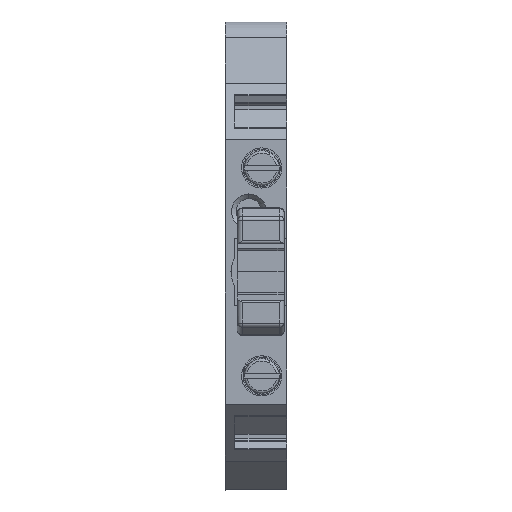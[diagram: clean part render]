
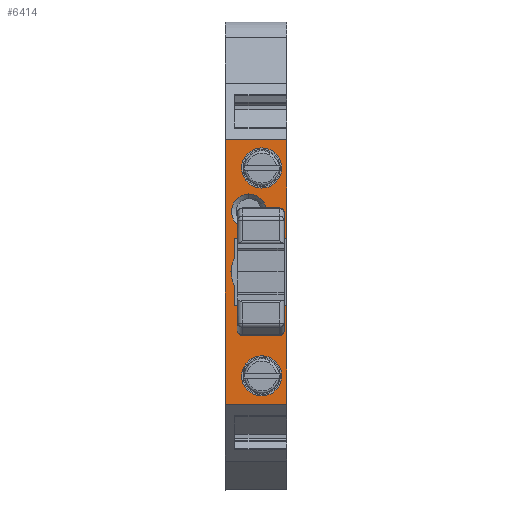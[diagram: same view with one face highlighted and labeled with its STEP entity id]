
A CAD part, top view. The second image highlights one B-rep face of the part: STEP entity #6414.
In plain terms, the highlighted planar face has unit normal (0, 0, 1).
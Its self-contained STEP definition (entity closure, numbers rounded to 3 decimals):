
#6251=AXIS2_PLACEMENT_3D('Circle Axis2P3D',#6249,#6250,$) ;
#6277=AXIS2_PLACEMENT_3D('Circle Axis2P3D',#6275,#6276,$) ;
#6290=AXIS2_PLACEMENT_3D('Plane Axis2P3D',#6287,#6288,#6289) ;
#6324=AXIS2_PLACEMENT_3D('Circle Axis2P3D',#6322,#6323,$) ;
#6376=AXIS2_PLACEMENT_3D('Circle Axis2P3D',#6374,#6375,$) ;
#6385=AXIS2_PLACEMENT_3D('Circle Axis2P3D',#6383,#6384,$) ;
#6398=AXIS2_PLACEMENT_3D('Circle Axis2P3D',#6396,#6397,$) ;
#6407=AXIS2_PLACEMENT_3D('Circle Axis2P3D',#6405,#6406,$) ;
#6249=CARTESIAN_POINT('Axis2P3D Location',(3.85,12.,42.5)) ;
#6253=CARTESIAN_POINT('Vertex',(5.715,10.981,42.5)) ;
#6255=CARTESIAN_POINT('Vertex',(1.985,13.019,42.5)) ;
#6275=CARTESIAN_POINT('Axis2P3D Location',(3.85,12.,42.5)) ;
#6287=CARTESIAN_POINT('Axis2P3D Location',(0.,49.5,42.5)) ;
#6292=CARTESIAN_POINT('Line Origine',(3.25,9.,42.5)) ;
#6296=CARTESIAN_POINT('Vertex',(6.5,9.,42.5)) ;
#6298=CARTESIAN_POINT('Vertex',(0.,9.,42.5)) ;
#6301=CARTESIAN_POINT('Line Origine',(6.5,14.225,42.5)) ;
#6305=CARTESIAN_POINT('Vertex',(6.5,19.45,42.5)) ;
#6308=CARTESIAN_POINT('Line Origine',(3.75,19.45,42.5)) ;
#6312=CARTESIAN_POINT('Vertex',(1.,19.45,42.5)) ;
#6315=CARTESIAN_POINT('Line Origine',(1.,20.457,42.5)) ;
#6319=CARTESIAN_POINT('Vertex',(1.,21.464,42.5)) ;
#6322=CARTESIAN_POINT('Axis2P3D Location',(3.75,23.,42.5)) ;
#6326=CARTESIAN_POINT('Vertex',(1.,24.536,42.5)) ;
#6329=CARTESIAN_POINT('Line Origine',(1.,25.543,42.5)) ;
#6333=CARTESIAN_POINT('Vertex',(1.,26.55,42.5)) ;
#6336=CARTESIAN_POINT('Line Origine',(3.75,26.55,42.5)) ;
#6340=CARTESIAN_POINT('Vertex',(6.5,26.55,42.5)) ;
#6343=CARTESIAN_POINT('Line Origine',(6.5,31.775,42.5)) ;
#6347=CARTESIAN_POINT('Vertex',(6.5,37.,42.5)) ;
#6350=CARTESIAN_POINT('Line Origine',(3.25,37.,42.5)) ;
#6354=CARTESIAN_POINT('Vertex',(0.,37.,42.5)) ;
#6357=CARTESIAN_POINT('Line Origine',(0.,23.,42.5)) ;
#6374=CARTESIAN_POINT('Axis2P3D Location',(2.5,29.4,42.5)) ;
#6378=CARTESIAN_POINT('Vertex',(2.5,31.25,42.5)) ;
#6380=CARTESIAN_POINT('Vertex',(2.5,27.55,42.5)) ;
#6383=CARTESIAN_POINT('Axis2P3D Location',(2.5,29.4,42.5)) ;
#6396=CARTESIAN_POINT('Axis2P3D Location',(3.85,34.,42.5)) ;
#6400=CARTESIAN_POINT('Vertex',(1.985,32.981,42.5)) ;
#6402=CARTESIAN_POINT('Vertex',(5.715,35.019,42.5)) ;
#6405=CARTESIAN_POINT('Axis2P3D Location',(3.85,34.,42.5)) ;
#6250=DIRECTION('Axis2P3D Direction',(0.,0.,-1.)) ;
#6276=DIRECTION('Axis2P3D Direction',(0.,0.,-1.)) ;
#6288=DIRECTION('Axis2P3D Direction',(0.,0.,1.)) ;
#6289=DIRECTION('Axis2P3D XDirection',(0.,-1.,0.)) ;
#6293=DIRECTION('Vector Direction',(-1.,0.,0.)) ;
#6302=DIRECTION('Vector Direction',(0.,-1.,0.)) ;
#6309=DIRECTION('Vector Direction',(1.,0.,0.)) ;
#6316=DIRECTION('Vector Direction',(0.,1.,0.)) ;
#6323=DIRECTION('Axis2P3D Direction',(0.,0.,1.)) ;
#6330=DIRECTION('Vector Direction',(0.,1.,0.)) ;
#6337=DIRECTION('Vector Direction',(-1.,0.,0.)) ;
#6344=DIRECTION('Vector Direction',(0.,-1.,0.)) ;
#6351=DIRECTION('Vector Direction',(-1.,0.,0.)) ;
#6358=DIRECTION('Vector Direction',(0.,-1.,0.)) ;
#6375=DIRECTION('Axis2P3D Direction',(0.,0.,1.)) ;
#6384=DIRECTION('Axis2P3D Direction',(0.,0.,1.)) ;
#6397=DIRECTION('Axis2P3D Direction',(0.,0.,1.)) ;
#6406=DIRECTION('Axis2P3D Direction',(0.,0.,1.)) ;
#6294=VECTOR('Line Direction',#6293,1.) ;
#6303=VECTOR('Line Direction',#6302,1.) ;
#6310=VECTOR('Line Direction',#6309,1.) ;
#6317=VECTOR('Line Direction',#6316,1.) ;
#6331=VECTOR('Line Direction',#6330,1.) ;
#6338=VECTOR('Line Direction',#6337,1.) ;
#6345=VECTOR('Line Direction',#6344,1.) ;
#6352=VECTOR('Line Direction',#6351,1.) ;
#6359=VECTOR('Line Direction',#6358,1.) ;
#6363=ORIENTED_EDGE('',*,*,#6300,.F.) ;
#6364=ORIENTED_EDGE('',*,*,#6307,.F.) ;
#6365=ORIENTED_EDGE('',*,*,#6314,.F.) ;
#6366=ORIENTED_EDGE('',*,*,#6321,.F.) ;
#6367=ORIENTED_EDGE('',*,*,#6328,.F.) ;
#6368=ORIENTED_EDGE('',*,*,#6335,.F.) ;
#6369=ORIENTED_EDGE('',*,*,#6342,.F.) ;
#6370=ORIENTED_EDGE('',*,*,#6349,.F.) ;
#6371=ORIENTED_EDGE('',*,*,#6356,.T.) ;
#6372=ORIENTED_EDGE('',*,*,#6361,.T.) ;
#6389=ORIENTED_EDGE('',*,*,#6382,.F.) ;
#6390=ORIENTED_EDGE('',*,*,#6387,.F.) ;
#6393=ORIENTED_EDGE('',*,*,#6257,.T.) ;
#6394=ORIENTED_EDGE('',*,*,#6279,.T.) ;
#6411=ORIENTED_EDGE('',*,*,#6404,.F.) ;
#6412=ORIENTED_EDGE('',*,*,#6409,.F.) ;
#6391=FACE_BOUND('',#6388,.T.) ;
#6395=FACE_BOUND('',#6392,.T.) ;
#6413=FACE_BOUND('',#6410,.T.) ;
#6414=ADVANCED_FACE('10559_09_KLTR_SAKC4_35.1\\Koerper.2',(#6373,#6391,#6395,#6413),#6291,.T.) ;
#6252=CIRCLE('generated circle',#6251,2.125) ;
#6278=CIRCLE('generated circle',#6277,2.125) ;
#6325=CIRCLE('generated circle',#6324,3.15) ;
#6377=CIRCLE('generated circle',#6376,1.85) ;
#6386=CIRCLE('generated circle',#6385,1.85) ;
#6399=CIRCLE('generated circle',#6398,2.125) ;
#6408=CIRCLE('generated circle',#6407,2.125) ;
#6257=EDGE_CURVE('',#6254,#6256,#6252,.T.) ;
#6279=EDGE_CURVE('',#6256,#6254,#6278,.T.) ;
#6300=EDGE_CURVE('',#6297,#6299,#6295,.T.) ;
#6307=EDGE_CURVE('',#6306,#6297,#6304,.T.) ;
#6314=EDGE_CURVE('',#6313,#6306,#6311,.T.) ;
#6321=EDGE_CURVE('',#6320,#6313,#6318,.F.) ;
#6328=EDGE_CURVE('',#6327,#6320,#6325,.T.) ;
#6335=EDGE_CURVE('',#6334,#6327,#6332,.F.) ;
#6342=EDGE_CURVE('',#6341,#6334,#6339,.T.) ;
#6349=EDGE_CURVE('',#6348,#6341,#6346,.T.) ;
#6356=EDGE_CURVE('',#6348,#6355,#6353,.T.) ;
#6361=EDGE_CURVE('',#6355,#6299,#6360,.T.) ;
#6382=EDGE_CURVE('',#6379,#6381,#6377,.T.) ;
#6387=EDGE_CURVE('',#6381,#6379,#6386,.T.) ;
#6404=EDGE_CURVE('',#6401,#6403,#6399,.T.) ;
#6409=EDGE_CURVE('',#6403,#6401,#6408,.T.) ;
#6362=EDGE_LOOP('',(#6363,#6364,#6365,#6366,#6367,#6368,#6369,#6370,#6371,#6372)) ;
#6388=EDGE_LOOP('',(#6389,#6390)) ;
#6392=EDGE_LOOP('',(#6393,#6394)) ;
#6410=EDGE_LOOP('',(#6411,#6412)) ;
#6373=FACE_OUTER_BOUND('',#6362,.T.) ;
#6295=LINE('Line',#6292,#6294) ;
#6304=LINE('Line',#6301,#6303) ;
#6311=LINE('Line',#6308,#6310) ;
#6318=LINE('Line',#6315,#6317) ;
#6332=LINE('Line',#6329,#6331) ;
#6339=LINE('Line',#6336,#6338) ;
#6346=LINE('Line',#6343,#6345) ;
#6353=LINE('Line',#6350,#6352) ;
#6360=LINE('Line',#6357,#6359) ;
#6291=PLANE('',#6290) ;
#6254=VERTEX_POINT('',#6253) ;
#6256=VERTEX_POINT('',#6255) ;
#6297=VERTEX_POINT('',#6296) ;
#6299=VERTEX_POINT('',#6298) ;
#6306=VERTEX_POINT('',#6305) ;
#6313=VERTEX_POINT('',#6312) ;
#6320=VERTEX_POINT('',#6319) ;
#6327=VERTEX_POINT('',#6326) ;
#6334=VERTEX_POINT('',#6333) ;
#6341=VERTEX_POINT('',#6340) ;
#6348=VERTEX_POINT('',#6347) ;
#6355=VERTEX_POINT('',#6354) ;
#6379=VERTEX_POINT('',#6378) ;
#6381=VERTEX_POINT('',#6380) ;
#6401=VERTEX_POINT('',#6400) ;
#6403=VERTEX_POINT('',#6402) ;
